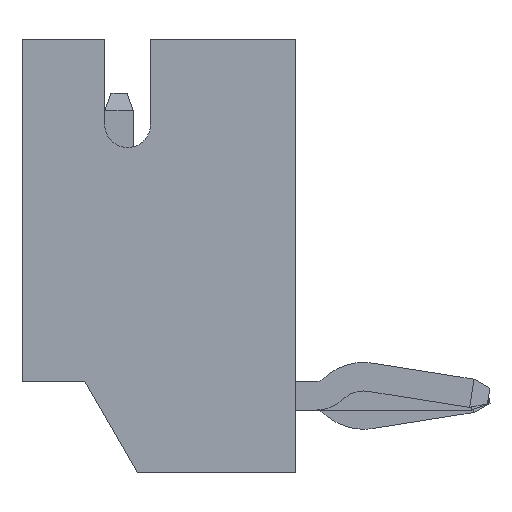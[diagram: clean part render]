
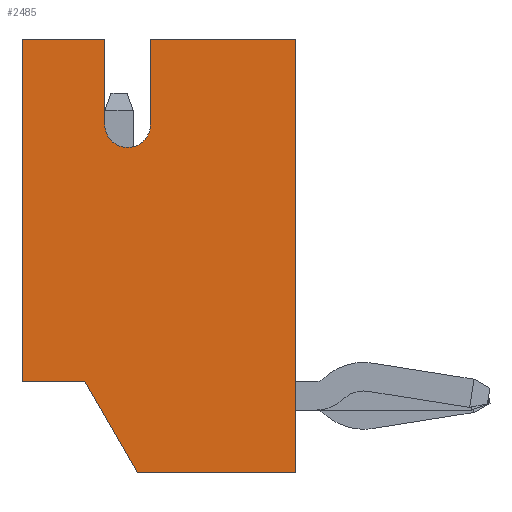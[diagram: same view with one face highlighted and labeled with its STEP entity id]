
A CAD part, left-side view. The second image highlights one B-rep face of the part: STEP entity #2485.
In plain terms, the highlighted planar face has unit normal (-1, 0, 0).
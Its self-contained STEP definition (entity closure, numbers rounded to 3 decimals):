
#1 = ORIENTED_EDGE ( 'NONE', *, *, #3915, .T. ) ;
#53 = LINE ( 'NONE', #1482, #2554 ) ;
#91 = ORIENTED_EDGE ( 'NONE', *, *, #3079, .T. ) ;
#140 = EDGE_CURVE ( 'NONE', #2001, #3929, #3755, .T. ) ;
#308 = VECTOR ( 'NONE', #2027, 1000. ) ;
#339 = EDGE_LOOP ( 'NONE', ( #3465, #3358, #91, #487, #3491, #2197, #3426, #5972, #3938, #1, #5548 ) ) ;
#359 = EDGE_CURVE ( 'NONE', #6099, #4898, #2672, .T. ) ;
#375 = VERTEX_POINT ( 'NONE', #6732 ) ;
#426 = CARTESIAN_POINT ( 'NONE',  ( -8.95, 3.35, 6.25 ) ) ;
#487 = ORIENTED_EDGE ( 'NONE', *, *, #1540, .T. ) ;
#550 = EDGE_CURVE ( 'NONE', #1981, #5320, #3345, .T. ) ;
#775 = CARTESIAN_POINT ( 'NONE',  ( -8.95, 2.95, 4.75 ) ) ;
#783 = DIRECTION ( 'NONE',  ( -1., 0., 0. ) ) ;
#810 = LINE ( 'NONE', #2403, #4345 ) ;
#903 = VECTOR ( 'NONE', #4824, 1000. ) ;
#1123 = CARTESIAN_POINT ( 'NONE',  ( -8.95, 4.8, 6.25 ) ) ;
#1278 = CARTESIAN_POINT ( 'NONE',  ( -8.95, 2.95, 4.75 ) ) ;
#1358 = CARTESIAN_POINT ( 'NONE',  ( -8.95, 4.8, 0.25 ) ) ;
#1460 = VECTOR ( 'NONE', #2795, 1000. ) ;
#1482 = CARTESIAN_POINT ( 'NONE',  ( -8.95, 4.8, 6.25 ) ) ;
#1540 = EDGE_CURVE ( 'NONE', #375, #6099, #2452, .T. ) ;
#1612 = EDGE_CURVE ( 'NONE', #5320, #3460, #5767, .T. ) ;
#1623 = EDGE_CURVE ( 'NONE', #3929, #5735, #53, .T. ) ;
#1714 = CARTESIAN_POINT ( 'NONE',  ( -8.95, 3.35, 4.75 ) ) ;
#1748 = PLANE ( 'NONE',  #5751 ) ;
#1803 = DIRECTION ( 'NONE',  ( 1., 0., 0. ) ) ;
#1873 = VERTEX_POINT ( 'NONE', #426 ) ;
#1981 = VERTEX_POINT ( 'NONE', #1123 ) ;
#2001 = VERTEX_POINT ( 'NONE', #4770 ) ;
#2027 = DIRECTION ( 'NONE',  ( 0., -0.5, -0.866 ) ) ;
#2039 = VECTOR ( 'NONE', #4976, 1000. ) ;
#2107 = CARTESIAN_POINT ( 'NONE',  ( -8.95, 4.8, 0.25 ) ) ;
#2177 = CARTESIAN_POINT ( 'NONE',  ( -8.95, 4.8, 6.25 ) ) ;
#2197 = ORIENTED_EDGE ( 'NONE', *, *, #5202, .T. ) ;
#2235 = AXIS2_PLACEMENT_3D ( 'NONE', #1278, #3555, #4672 ) ;
#2345 = CARTESIAN_POINT ( 'NONE',  ( -8.95, 4.8, 6.25 ) ) ;
#2403 = CARTESIAN_POINT ( 'NONE',  ( -8.95, 2.55, 6.25 ) ) ;
#2404 = VECTOR ( 'NONE', #5371, 1000. ) ;
#2446 = LINE ( 'NONE', #2516, #308 ) ;
#2452 = CIRCLE ( 'NONE', #5502, 0.4 ) ;
#2483 = CARTESIAN_POINT ( 'NONE',  ( -8.95, 3.7, 0.25 ) ) ;
#2485 = ADVANCED_FACE ( 'NONE', ( #4945 ), #1748, .T. ) ;
#2494 = EDGE_CURVE ( 'NONE', #1873, #1981, #5477, .T. ) ;
#2516 = CARTESIAN_POINT ( 'NONE',  ( -8.95, 3.7, 0.25 ) ) ;
#2554 = VECTOR ( 'NONE', #4198, 1000. ) ;
#2655 = DIRECTION ( 'NONE',  ( 0., -1., 0. ) ) ;
#2672 = CIRCLE ( 'NONE', #2235, 0.4 ) ;
#2795 = DIRECTION ( 'NONE',  ( 0., 0., -1. ) ) ;
#2888 = DIRECTION ( 'NONE',  ( 0., 0., 1. ) ) ;
#3079 = EDGE_CURVE ( 'NONE', #5735, #375, #810, .T. ) ;
#3328 = DIRECTION ( 'NONE',  ( 0., 0., 1. ) ) ;
#3345 = LINE ( 'NONE', #2177, #1460 ) ;
#3358 = ORIENTED_EDGE ( 'NONE', *, *, #1623, .T. ) ;
#3426 = ORIENTED_EDGE ( 'NONE', *, *, #2494, .T. ) ;
#3460 = VERTEX_POINT ( 'NONE', #2483 ) ;
#3465 = ORIENTED_EDGE ( 'NONE', *, *, #140, .T. ) ;
#3491 = ORIENTED_EDGE ( 'NONE', *, *, #359, .T. ) ;
#3498 = DIRECTION ( 'NONE',  ( 0., 0., -1. ) ) ;
#3555 = DIRECTION ( 'NONE',  ( 1., 0., 0. ) ) ;
#3693 = LINE ( 'NONE', #5814, #2404 ) ;
#3734 = EDGE_CURVE ( 'NONE', #5593, #2001, #5310, .T. ) ;
#3755 = LINE ( 'NONE', #5425, #903 ) ;
#3915 = EDGE_CURVE ( 'NONE', #3460, #5593, #2446, .T. ) ;
#3929 = VERTEX_POINT ( 'NONE', #4502 ) ;
#3938 = ORIENTED_EDGE ( 'NONE', *, *, #1612, .T. ) ;
#4198 = DIRECTION ( 'NONE',  ( 0., 1., 0. ) ) ;
#4223 = CARTESIAN_POINT ( 'NONE',  ( -8.95, 4.8, -1.35 ) ) ;
#4345 = VECTOR ( 'NONE', #3498, 1000. ) ;
#4360 = CARTESIAN_POINT ( 'NONE',  ( -8.95, 4.8, 6.25 ) ) ;
#4469 = CARTESIAN_POINT ( 'NONE',  ( -8.95, 2.95, 4.35 ) ) ;
#4502 = CARTESIAN_POINT ( 'NONE',  ( -8.95, 0., 6.25 ) ) ;
#4642 = DIRECTION ( 'NONE',  ( 0., -1., 0. ) ) ;
#4672 = DIRECTION ( 'NONE',  ( 0., 0., 1. ) ) ;
#4770 = CARTESIAN_POINT ( 'NONE',  ( -8.95, 0., -1.35 ) ) ;
#4824 = DIRECTION ( 'NONE',  ( 0., 0., 1. ) ) ;
#4898 = VERTEX_POINT ( 'NONE', #1714 ) ;
#4945 = FACE_OUTER_BOUND ( 'NONE', #339, .T. ) ;
#4976 = DIRECTION ( 'NONE',  ( 0., 1., 0. ) ) ;
#5024 = CARTESIAN_POINT ( 'NONE',  ( -8.95, 2.55, 6.25 ) ) ;
#5202 = EDGE_CURVE ( 'NONE', #4898, #1873, #3693, .T. ) ;
#5310 = LINE ( 'NONE', #4223, #5655 ) ;
#5320 = VERTEX_POINT ( 'NONE', #1358 ) ;
#5365 = CARTESIAN_POINT ( 'NONE',  ( -8.95, 2.776, -1.35 ) ) ;
#5371 = DIRECTION ( 'NONE',  ( 0., 0., 1. ) ) ;
#5425 = CARTESIAN_POINT ( 'NONE',  ( -8.95, 0., 6.25 ) ) ;
#5477 = LINE ( 'NONE', #2345, #2039 ) ;
#5502 = AXIS2_PLACEMENT_3D ( 'NONE', #775, #1803, #3328 ) ;
#5548 = ORIENTED_EDGE ( 'NONE', *, *, #3734, .T. ) ;
#5593 = VERTEX_POINT ( 'NONE', #5365 ) ;
#5655 = VECTOR ( 'NONE', #2655, 1000. ) ;
#5735 = VERTEX_POINT ( 'NONE', #5024 ) ;
#5751 = AXIS2_PLACEMENT_3D ( 'NONE', #4360, #783, #2888 ) ;
#5767 = LINE ( 'NONE', #2107, #6272 ) ;
#5814 = CARTESIAN_POINT ( 'NONE',  ( -8.95, 3.35, 6.25 ) ) ;
#5972 = ORIENTED_EDGE ( 'NONE', *, *, #550, .T. ) ;
#6099 = VERTEX_POINT ( 'NONE', #4469 ) ;
#6272 = VECTOR ( 'NONE', #4642, 1000. ) ;
#6732 = CARTESIAN_POINT ( 'NONE',  ( -8.95, 2.55, 4.75 ) ) ;
